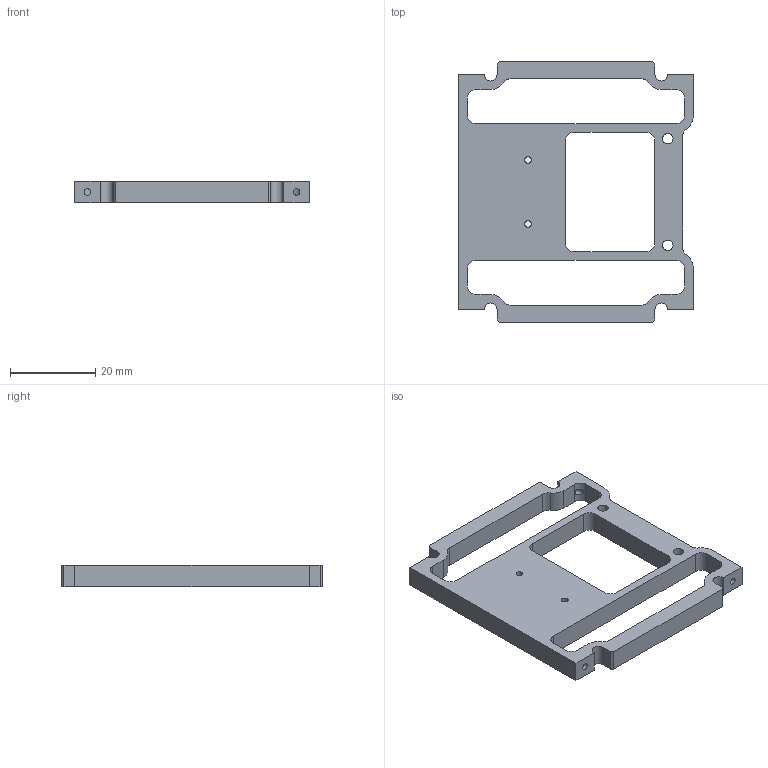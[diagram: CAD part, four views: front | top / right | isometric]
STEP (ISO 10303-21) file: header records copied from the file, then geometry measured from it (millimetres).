
FILE_DESCRIPTION(/* description */ (''),/* implementation_level */ '2;1');
FILE_NAME(/* name */ 'HeadLowerFrame.stp',/* time_stamp */ '2024-06-13T11:21:25+09:00',/* author */ ('masato'),/* organization */ (''),/* preprocessor_version */ 'ST-DEVELOPER v20',/* originating_system */ 'Autodesk Inventor 2024',/* authorisation */ '');
FILE_SCHEMA (('AUTOMOTIVE_DESIGN { 1 0 10303 214 3 1 1 }'));
Length unit declared in the file: millimetre
Products named in the file (1): HeadLowerFrame
Bounding box: 55 x 61 x 5 mm (x, y, z)
Volume: 7844.1 mm3; surface area: 6167.8 mm2
Topology: 1 solids, 1 shells, 72 faces, 214 edges, 144 vertices
Faces by surface type: cylinder 36, plane 36
Full cylindrical faces by diameter (mm): 1.567 x6, 2.459 x2
Entity records: 2661 total; most frequent: CARTESIAN_POINT 583, ORIENTED_EDGE 428, DIRECTION 420, EDGE_CURVE 214, VERTEX_POINT 144, AXIS2_PLACEMENT_3D 141, LINE 138, VECTOR 138
